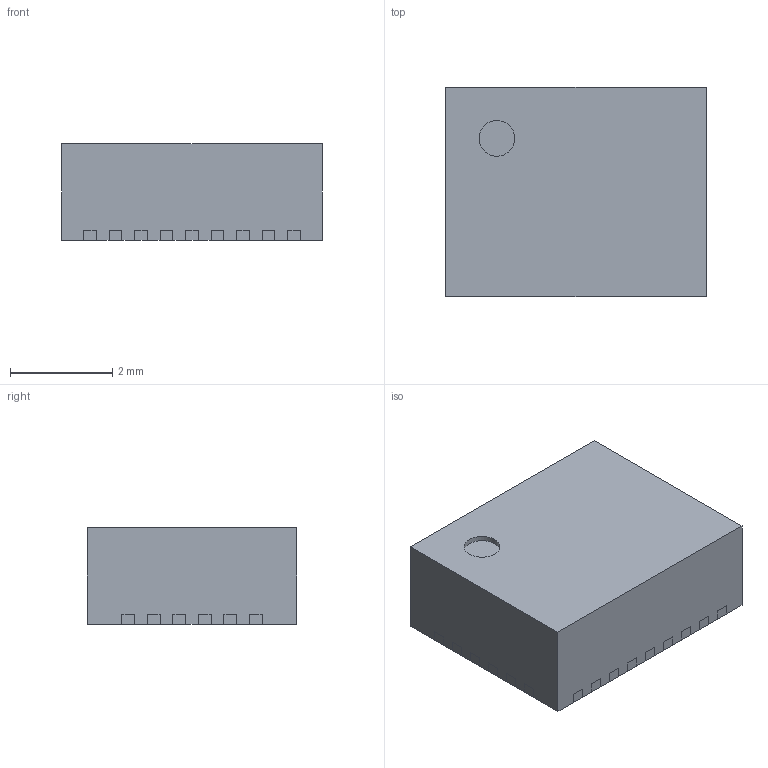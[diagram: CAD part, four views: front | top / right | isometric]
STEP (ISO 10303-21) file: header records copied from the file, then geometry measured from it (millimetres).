
FILE_DESCRIPTION(/* description */ (''),/* implementation_level */ '2;1');
FILE_NAME(/* name */ 'ENPIRION_30-PIN QFN.stp',/* time_stamp */ '2016-04-01T13:14:45+02:00',/* author */ ('riccim'),/* organization */ ('SolidWorks'),/* preprocessor_version */ 'ST-DEVELOPER v15.5',/* originating_system */ 'AutoCAD Mechanical',/* authorisation */ ' ');
FILE_SCHEMA (('AUTOMOTIVE_DESIGN { 1 0 10303 214 3 1 1 }'));
Length unit declared in the file: millimetre
Products named in the file (1): Product
Bounding box: 5.1 x 4.1 x 1.9 mm (x, y, z)
Volume: 39.7 mm3; surface area: 105.2 mm2
Topology: 32 solids, 32 shells, 319 faces, 759 edges, 506 vertices
Faces by surface type: plane 258, cylinder 61
Full cylindrical faces by diameter (mm): 0.7 x1
Entity records: 9138 total; most frequent: CARTESIAN_POINT 1584, DIRECTION 1520, ORIENTED_EDGE 1516, EDGE_CURVE 758, LINE 636, VECTOR 636, VERTEX_POINT 506, AXIS2_PLACEMENT_3D 442
